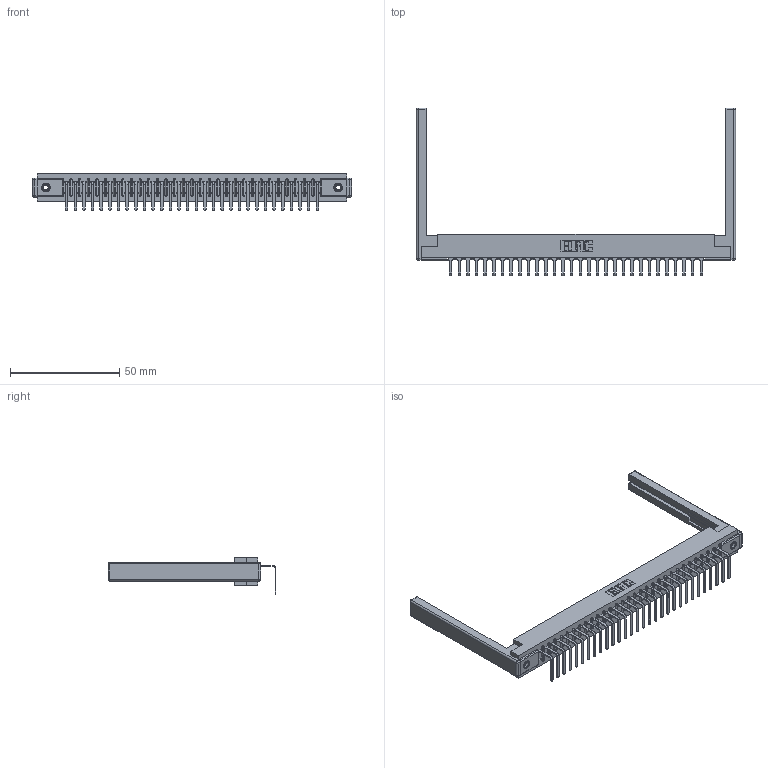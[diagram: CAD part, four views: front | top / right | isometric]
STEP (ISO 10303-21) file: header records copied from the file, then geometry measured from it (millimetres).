
FILE_DESCRIPTION (( 'STEP AP203' ), '1' );
FILE_NAME ('307-030-558-168.STEP', '2019-09-05T14:17:28', ( '' ), ( '' ), 'SwSTEP 2.0', 'SolidWorks 2016', '' );
FILE_SCHEMA (( 'CONFIG_CONTROL_DESIGN' ));
Length unit declared in the file: inch
Products named in the file (5): 307 Part_.156 Dia Mounting Holes; 345-250-001_345-250-001-102; 307-030-558-168; 307-220-068; 307-290-001_558 - 2 (Single)
Assembly tree (35 placements, depth 2):
  307-030-558-168
    307 Part_.156 Dia Mounting Holes
    307-290-001_558 - 2 (Single)  x30
    307-220-068  x2
    345-250-001_345-250-001-102  x2
Bounding box: 146.3 x 76.92 x 16.8 mm (x, y, z)
Volume: 19647.5 mm3; surface area: 20969 mm2
Topology: 35 solids, 35 shells, 2103 faces, 5933 edges, 3810 vertices
Faces by surface type: plane 1328, cylinder 689, sphere 70, cone 12, torus 4
Entity records: 30061 total; most frequent: CARTESIAN_POINT 5025, ORIENTED_EDGE 5000, DIRECTION 4912, EDGE_CURVE 2500, VECTOR 1910, LINE 1910, VERTEX_POINT 1614, AXIS2_PLACEMENT_3D 1501
